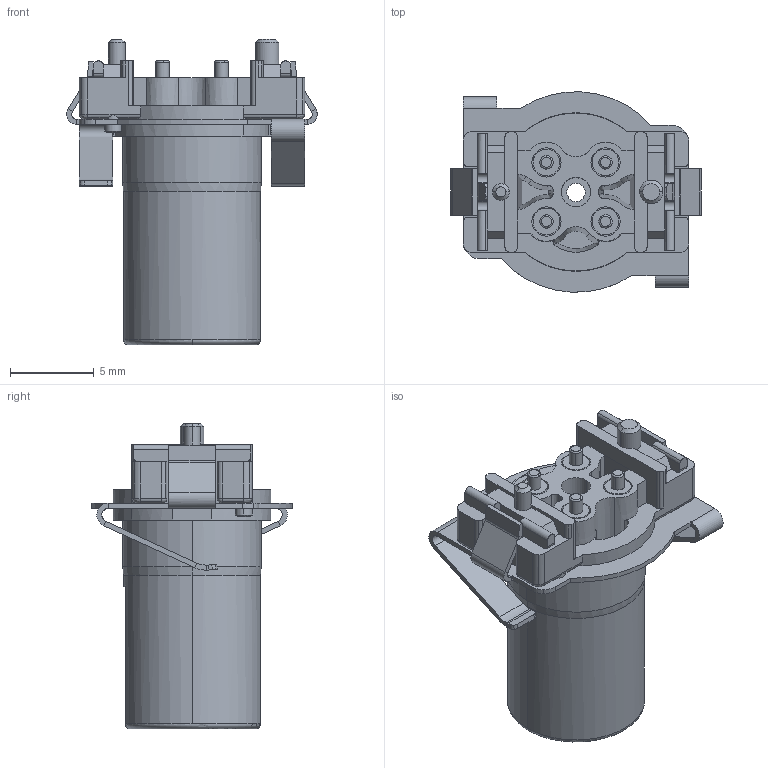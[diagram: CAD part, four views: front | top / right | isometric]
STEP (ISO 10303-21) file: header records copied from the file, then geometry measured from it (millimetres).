
FILE_DESCRIPTION(('CATIA V5R24 STEP','CAx-IF Rec.Pracs.--- Model Styling and Organization---1.2---2011-12-15'),'2;1');
FILE_NAME ('D1461786_0_2422180000_2422180000.stp','2017-05-10T13:01:27+00:00',('none'),('Weidmueller'),'CATIA Version 5-6 Release 2014 SP4 HF52','CATIA V5 STEP AP214','none');
FILE_SCHEMA(('AUTOMOTIVE_DESIGN { 1 0 10303 214 1 1 1 1 }'));
Length unit declared in the file: millimetre
Products named in the file (1): v5-standard_part
Bounding box: 14.99 x 11.99 x 18.3 mm (x, y, z)
Volume: 806.4 mm3; surface area: 2059.5 mm2
Topology: 1 solids, 5 shells, 652 faces, 1725 edges, 1098 vertices
Faces by surface type: plane 277, cylinder 228, bspline 91, cone 42, torus 10, sphere 4
Entity records: 22641 total; most frequent: CARTESIAN_POINT 7095, ORIENTED_EDGE 3422, DIRECTION 2412, EDGE_CURVE 1711, VERTEX_POINT 1098, AXIS2_PLACEMENT_3D 998, VECTOR 851, LINE 851
